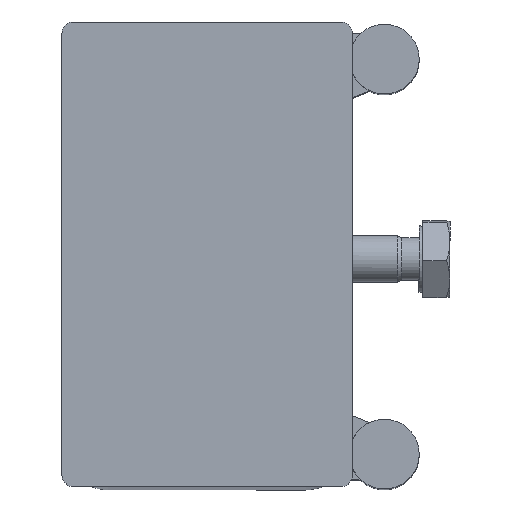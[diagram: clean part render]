
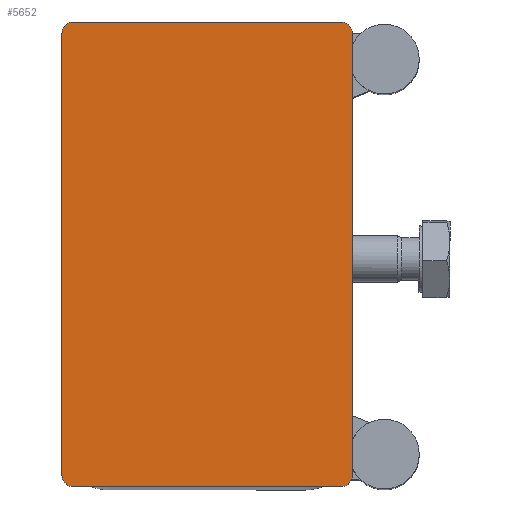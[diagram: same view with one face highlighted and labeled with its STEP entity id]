
A CAD part, top view. The second image highlights one B-rep face of the part: STEP entity #5652.
In plain terms, the highlighted face is planar.
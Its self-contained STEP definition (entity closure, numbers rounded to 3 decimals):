
#712=FACE_OUTER_BOUND($,#1058,.T.);
#1058=EDGE_LOOP($,(#4960,#4961,#4962,#4963,#4964,#4965,#4966,#4967));
#1199=CIRCLE($,#6012,2.);
#1200=CIRCLE($,#6015,2.);
#1201=CIRCLE($,#6018,2.);
#1202=CIRCLE($,#6021,2.);
#1660=LINE($,#9858,#2198);
#1664=LINE($,#9867,#2202);
#1667=LINE($,#9875,#2205);
#1670=LINE($,#9883,#2208);
#2198=VECTOR($,#7100,46.);
#2202=VECTOR($,#7110,76.);
#2205=VECTOR($,#7119,46.);
#2208=VECTOR($,#7128,76.);
#2746=VERTEX_POINT($,#9856);
#2747=VERTEX_POINT($,#9857);
#2748=VERTEX_POINT($,#9862);
#2749=VERTEX_POINT($,#9866);
#2750=VERTEX_POINT($,#9870);
#2751=VERTEX_POINT($,#9874);
#2752=VERTEX_POINT($,#9878);
#2753=VERTEX_POINT($,#9882);
#3487=EDGE_CURVE($,#2746,#2747,#1660,.T.);
#3490=EDGE_CURVE($,#2747,#2748,#1199,.T.);
#3492=EDGE_CURVE($,#2748,#2749,#1664,.T.);
#3494=EDGE_CURVE($,#2749,#2750,#1200,.T.);
#3496=EDGE_CURVE($,#2750,#2751,#1667,.T.);
#3498=EDGE_CURVE($,#2751,#2752,#1201,.T.);
#3500=EDGE_CURVE($,#2752,#2753,#1670,.T.);
#3502=EDGE_CURVE($,#2753,#2746,#1202,.T.);
#4960=ORIENTED_EDGE($,*,*,#3487,.F.);
#4961=ORIENTED_EDGE($,*,*,#3502,.F.);
#4962=ORIENTED_EDGE($,*,*,#3500,.F.);
#4963=ORIENTED_EDGE($,*,*,#3498,.F.);
#4964=ORIENTED_EDGE($,*,*,#3496,.F.);
#4965=ORIENTED_EDGE($,*,*,#3494,.F.);
#4966=ORIENTED_EDGE($,*,*,#3492,.F.);
#4967=ORIENTED_EDGE($,*,*,#3490,.F.);
#5345=PLANE($,#6022);
#5652=ADVANCED_FACE($,(#712),#5345,.F.);
#6012=AXIS2_PLACEMENT_3D($,#9863,#7105,#7106);
#6015=AXIS2_PLACEMENT_3D($,#9871,#7114,#7115);
#6018=AXIS2_PLACEMENT_3D($,#9879,#7123,#7124);
#6021=AXIS2_PLACEMENT_3D($,#9886,#7132,#7133);
#6022=AXIS2_PLACEMENT_3D($,#9887,#7134,#7135);
#7100=DIRECTION($,(-1.,0.,0.));
#7105=DIRECTION('center_axis',(0.,1.,0.));
#7106=DIRECTION('ref_axis',(-1.,0.,0.));
#7110=DIRECTION($,(0.,0.,1.));
#7114=DIRECTION('center_axis',(0.,1.,0.));
#7115=DIRECTION('ref_axis',(0.,0.,
1.));
#7119=DIRECTION($,(1.,0.,0.));
#7123=DIRECTION('center_axis',(0.,1.,0.));
#7124=DIRECTION('ref_axis',(1.,0.,0.));
#7128=DIRECTION($,(0.,0.,-1.));
#7132=DIRECTION('center_axis',(0.,1.,0.));
#7133=DIRECTION('ref_axis',(0.,0.,
-1.));
#7134=DIRECTION('center_axis',(0.,1.,0.));
#7135=DIRECTION('ref_axis',(0.,0.,1.));
#9856=CARTESIAN_POINT('',(31.716,-16.576,-7.));
#9857=CARTESIAN_POINT('',(-14.284,-16.576,-7.));
#9858=CARTESIAN_POINT($,(-14.284,-16.576,-7.));
#9862=CARTESIAN_POINT('',(-16.284,-16.576,-5.));
#9863=CARTESIAN_POINT('Origin',(-14.284,-16.576,-5.));
#9866=CARTESIAN_POINT('',(-16.284,-16.576,71.));
#9867=CARTESIAN_POINT($,(-16.284,-16.576,71.));
#9870=CARTESIAN_POINT('',(-14.284,-16.576,73.));
#9871=CARTESIAN_POINT('Origin',(-14.284,-16.576,71.));
#9874=CARTESIAN_POINT('',(31.716,-16.576,73.));
#9875=CARTESIAN_POINT($,(31.716,-16.576,73.));
#9878=CARTESIAN_POINT('',(33.716,-16.576,71.));
#9879=CARTESIAN_POINT('Origin',(31.716,-16.576,71.));
#9882=CARTESIAN_POINT('',(33.716,-16.576,-5.));
#9883=CARTESIAN_POINT($,(33.716,-16.576,-5.));
#9886=CARTESIAN_POINT('Origin',(31.716,-16.576,-5.));
#9887=CARTESIAN_POINT('Origin',(8.716,-16.576,33.));
